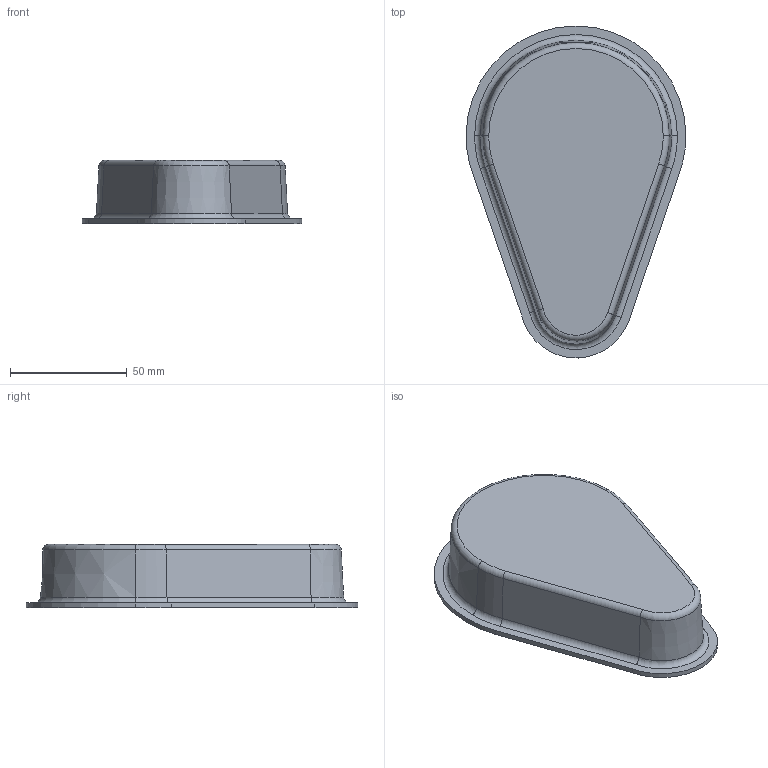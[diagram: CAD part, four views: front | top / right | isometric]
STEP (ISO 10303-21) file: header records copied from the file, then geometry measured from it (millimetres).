
FILE_DESCRIPTION (( 'STEP AP214' ), '1' );
FILE_NAME ('CARTER TRANSMISSION MOTEUR.STEP', '2020-06-12T07:22:00', ( '' ), ( '' ), 'SwSTEP 2.0', 'SolidWorks 2014', '' );
FILE_SCHEMA (( 'AUTOMOTIVE_DESIGN' ));
Length unit declared in the file: millimetre
Products named in the file (1): CARTER TRANSMISSION MOTEUR
Bounding box: 94 x 141.98 x 27 mm (x, y, z)
Volume: 33538.6 mm3; surface area: 34283.7 mm2
Topology: 1 solids, 1 shells, 46 faces, 102 edges, 60 vertices
Faces by surface type: torus 16, cylinder 12, plane 10, cone 8
Entity records: 1363 total; most frequent: CARTESIAN_POINT 276, DIRECTION 250, ORIENTED_EDGE 204, AXIS2_PLACEMENT_3D 107, EDGE_CURVE 102, CIRCLE 60, VERTEX_POINT 60, EDGE_LOOP 48
